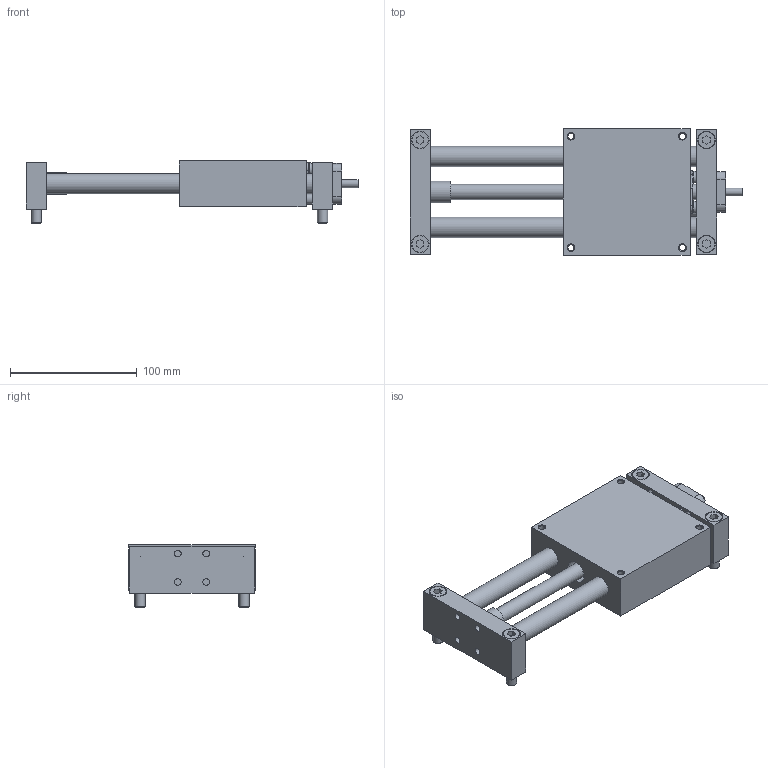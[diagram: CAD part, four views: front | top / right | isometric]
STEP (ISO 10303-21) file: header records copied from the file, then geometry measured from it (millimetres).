
FILE_DESCRIPTION( ( 'STEP AP214' ), '1' );
FILE_NAME( '3082121.step', '2007-06-27T08:21:03', ( ' ' ), ( ' ' ), 'XStep 1.0', ' ', ' ' );
FILE_SCHEMA( ( 'automotive_design' ) );
Length unit declared in the file: millimetre
Products named in the file (2): 1; 2
Bounding box: 262 x 100 x 49 mm (x, y, z)
Volume: 524896.7 mm3; surface area: 116997.9 mm2
Topology: 2 solids, 4 shells, 196 faces, 427 edges, 284 vertices
Faces by surface type: plane 97, cylinder 81, cone 16, torus 2
Full cylindrical faces by diameter (mm): 3.02 x2, 4.134 x4, 4.918 x8, 5.2 x10, 5.5 x4, 6 x1, 8 x9, 8.5 x4, 9 x8, 9.5 x2, 10 x4, 12 x2, 13 x4, 14 x4, 14.1 x1, 16 x4, 17 x1, 18 x1
Entity records: 6447 total; most frequent: CARTESIAN_POINT 888, DIRECTION 856, ORIENTED_EDGE 608, EDGE_LOOP 366, AXIS2_PLACEMENT_3D 358, EDGE_CURVE 304, FACE_OUTER_BOUND 271, VERTEX_POINT 254
